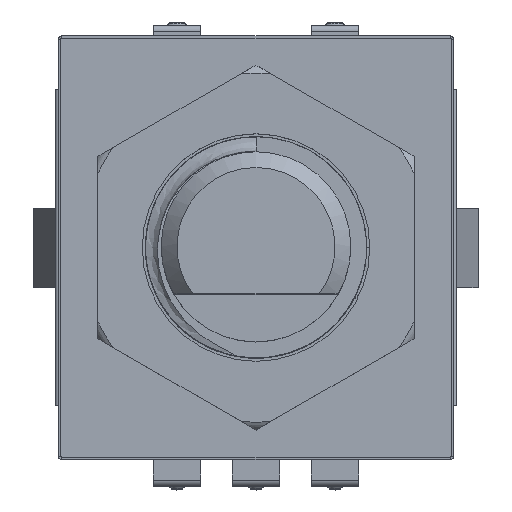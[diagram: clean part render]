
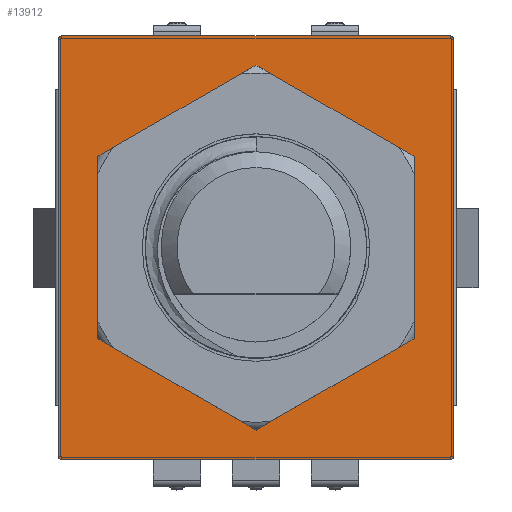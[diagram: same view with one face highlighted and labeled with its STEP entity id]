
A CAD part, top view. The second image highlights one B-rep face of the part: STEP entity #13912.
In plain terms, the highlighted planar face has unit normal (0, 0, 1).
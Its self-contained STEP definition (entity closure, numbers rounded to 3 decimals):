
#366=FACE_BOUND('',#2081,.T.);
#711=PLANE('',#15155);
#1309=FACE_OUTER_BOUND('',#2080,.T.);
#2080=EDGE_LOOP('',(#10215,#10216,#10217,#10218,#10219,#10220,#10221,#10222,
#10223,#10224,#10225,#10226));
#2081=EDGE_LOOP('',(#10227,#10228,#10229,#10230,#10231,#10232,#10233,#10234));
#3004=LINE('',#20906,#4231);
#3008=LINE('',#20915,#4235);
#3009=LINE('',#20918,#4236);
#3018=LINE('',#20942,#4245);
#3022=LINE('',#20951,#4249);
#3023=LINE('',#20954,#4250);
#3032=LINE('',#20981,#4259);
#3033=LINE('',#20984,#4260);
#3036=LINE('',#20990,#4263);
#3039=LINE('',#20995,#4266);
#3041=LINE('',#20999,#4268);
#3045=LINE('',#21005,#4272);
#3048=LINE('',#21016,#4275);
#3052=LINE('',#21031,#4279);
#4231=VECTOR('',#17335,10.);
#4235=VECTOR('',#17345,10.);
#4236=VECTOR('',#17348,10.);
#4245=VECTOR('',#17383,10.);
#4249=VECTOR('',#17393,10.);
#4250=VECTOR('',#17396,10.);
#4259=VECTOR('',#17419,10.);
#4260=VECTOR('',#17422,10.);
#4263=VECTOR('',#17427,10.);
#4266=VECTOR('',#17432,10.);
#4268=VECTOR('',#17436,10.);
#4272=VECTOR('',#17442,10.);
#4275=VECTOR('',#17453,10.);
#4279=VECTOR('',#17471,10.);
#5237=CIRCLE('',#15130,4.5);
#5240=CIRCLE('',#15134,4.5);
#5242=CIRCLE('',#15143,0.1);
#5244=CIRCLE('',#15147,0.1);
#5246=CIRCLE('',#15150,0.1);
#5248=CIRCLE('',#15154,0.1);
#5742=VERTEX_POINT('',#20572);
#5848=VERTEX_POINT('',#20859);
#5859=VERTEX_POINT('',#20905);
#5861=VERTEX_POINT('',#20913);
#5862=VERTEX_POINT('',#20917);
#5864=VERTEX_POINT('',#20941);
#5866=VERTEX_POINT('',#20949);
#5867=VERTEX_POINT('',#20953);
#5870=VERTEX_POINT('',#20960);
#5871=VERTEX_POINT('',#20962);
#5873=VERTEX_POINT('',#20968);
#5876=VERTEX_POINT('',#20973);
#5878=VERTEX_POINT('',#20979);
#5879=VERTEX_POINT('',#20983);
#5881=VERTEX_POINT('',#20989);
#5883=VERTEX_POINT('',#20998);
#5886=VERTEX_POINT('',#21009);
#5888=VERTEX_POINT('',#21015);
#5890=VERTEX_POINT('',#21024);
#5892=VERTEX_POINT('',#21030);
#7409=EDGE_CURVE('',#5859,#5848,#3004,.T.);
#7414=EDGE_CURVE('',#5848,#5861,#3008,.T.);
#7415=EDGE_CURVE('',#5862,#5859,#3009,.T.);
#7424=EDGE_CURVE('',#5864,#5742,#3018,.T.);
#7429=EDGE_CURVE('',#5742,#5866,#3022,.T.);
#7430=EDGE_CURVE('',#5867,#5864,#3023,.T.);
#7434=EDGE_CURVE('',#5871,#5870,#5237,.T.);
#7440=EDGE_CURVE('',#5873,#5876,#5240,.T.);
#7443=EDGE_CURVE('',#5876,#5878,#3032,.T.);
#7444=EDGE_CURVE('',#5879,#5873,#3033,.T.);
#7447=EDGE_CURVE('',#5881,#5871,#3036,.T.);
#7450=EDGE_CURVE('',#5878,#5881,#3039,.T.);
#7452=EDGE_CURVE('',#5883,#5879,#3041,.T.);
#7456=EDGE_CURVE('',#5870,#5883,#3045,.T.);
#7458=EDGE_CURVE('',#5886,#5867,#5242,.T.);
#7461=EDGE_CURVE('',#5888,#5886,#3048,.T.);
#7464=EDGE_CURVE('',#5861,#5888,#5244,.T.);
#7466=EDGE_CURVE('',#5890,#5862,#5246,.T.);
#7469=EDGE_CURVE('',#5892,#5890,#3052,.T.);
#7472=EDGE_CURVE('',#5866,#5892,#5248,.T.);
#10215=ORIENTED_EDGE('',*,*,#7430,.T.);
#10216=ORIENTED_EDGE('',*,*,#7424,.T.);
#10217=ORIENTED_EDGE('',*,*,#7429,.T.);
#10218=ORIENTED_EDGE('',*,*,#7472,.T.);
#10219=ORIENTED_EDGE('',*,*,#7469,.T.);
#10220=ORIENTED_EDGE('',*,*,#7466,.T.);
#10221=ORIENTED_EDGE('',*,*,#7415,.T.);
#10222=ORIENTED_EDGE('',*,*,#7409,.T.);
#10223=ORIENTED_EDGE('',*,*,#7414,.T.);
#10224=ORIENTED_EDGE('',*,*,#7464,.T.);
#10225=ORIENTED_EDGE('',*,*,#7461,.T.);
#10226=ORIENTED_EDGE('',*,*,#7458,.T.);
#10227=ORIENTED_EDGE('',*,*,#7440,.T.);
#10228=ORIENTED_EDGE('',*,*,#7443,.T.);
#10229=ORIENTED_EDGE('',*,*,#7450,.T.);
#10230=ORIENTED_EDGE('',*,*,#7447,.T.);
#10231=ORIENTED_EDGE('',*,*,#7434,.T.);
#10232=ORIENTED_EDGE('',*,*,#7456,.T.);
#10233=ORIENTED_EDGE('',*,*,#7452,.T.);
#10234=ORIENTED_EDGE('',*,*,#7444,.T.);
#13912=ADVANCED_FACE('',(#1309,#366),#711,.T.);
#15130=AXIS2_PLACEMENT_3D('',#20963,#17402,#17403);
#15134=AXIS2_PLACEMENT_3D('',#20975,#17413,#17414);
#15143=AXIS2_PLACEMENT_3D('',#21010,#17447,#17448);
#15147=AXIS2_PLACEMENT_3D('',#21020,#17459,#17460);
#15150=AXIS2_PLACEMENT_3D('',#21025,#17465,#17466);
#15154=AXIS2_PLACEMENT_3D('',#21035,#17477,#17478);
#15155=AXIS2_PLACEMENT_3D('',#21036,#17479,#17480);
#17335=DIRECTION('',(0.,1.,0.));
#17345=DIRECTION('',(0.,1.,0.));
#17348=DIRECTION('',(0.,1.,0.));
#17383=DIRECTION('',(0.,-1.,0.));
#17393=DIRECTION('',(0.,-1.,0.));
#17396=DIRECTION('',(0.,-1.,0.));
#17402=DIRECTION('center_axis',(0.,0.,-1.));
#17403=DIRECTION('ref_axis',(-1.,0.,0.));
#17413=DIRECTION('center_axis',(0.,0.,-1.));
#17414=DIRECTION('ref_axis',(-1.,0.,0.));
#17419=DIRECTION('',(1.,0.,0.));
#17422=DIRECTION('',(1.,0.,0.));
#17427=DIRECTION('',(-1.,0.,0.));
#17432=DIRECTION('',(0.,-1.,0.));
#17436=DIRECTION('',(0.,1.,0.));
#17442=DIRECTION('',(-1.,0.,0.));
#17447=DIRECTION('center_axis',(0.,0.,1.));
#17448=DIRECTION('ref_axis',(0.,1.,0.));
#17453=DIRECTION('',(-1.,0.,0.));
#17459=DIRECTION('center_axis',(0.,0.,1.));
#17460=DIRECTION('ref_axis',(1.,0.,0.));
#17465=DIRECTION('center_axis',(0.,0.,1.));
#17466=DIRECTION('ref_axis',(0.,-1.,0.));
#17471=DIRECTION('',(1.,0.,0.));
#17477=DIRECTION('center_axis',(0.,0.,1.));
#17478=DIRECTION('ref_axis',(-1.,0.,0.));
#17479=DIRECTION('center_axis',(0.,0.,1.));
#17480=DIRECTION('ref_axis',(1.,0.,0.));
#20572=CARTESIAN_POINT('',(-6.25,-5.,6.5));
#20859=CARTESIAN_POINT('',(6.25,5.,6.5));
#20905=CARTESIAN_POINT('',(6.25,-5.,6.5));
#20906=CARTESIAN_POINT('',(6.25,-6.6,6.5));
#20913=CARTESIAN_POINT('',(6.25,6.6,6.5));
#20915=CARTESIAN_POINT('',(6.25,-6.6,6.5));
#20917=CARTESIAN_POINT('',(6.25,-6.6,6.5));
#20918=CARTESIAN_POINT('',(6.25,-6.6,6.5));
#20941=CARTESIAN_POINT('',(-6.25,5.,6.5));
#20942=CARTESIAN_POINT('',(-6.25,6.6,6.5));
#20949=CARTESIAN_POINT('',(-6.25,-6.6,6.5));
#20951=CARTESIAN_POINT('',(-6.25,6.6,6.5));
#20953=CARTESIAN_POINT('',(-6.25,6.6,6.5));
#20954=CARTESIAN_POINT('',(-6.25,6.6,6.5));
#20960=CARTESIAN_POINT('',(-4.323,-1.25,6.5));
#20962=CARTESIAN_POINT('',(4.323,-1.25,6.5));
#20963=CARTESIAN_POINT('Origin',(0.,0.,6.5));
#20968=CARTESIAN_POINT('',(-4.323,1.25,6.5));
#20973=CARTESIAN_POINT('',(4.323,1.25,6.5));
#20975=CARTESIAN_POINT('Origin',(0.,0.,6.5));
#20979=CARTESIAN_POINT('',(5.,1.25,6.5));
#20981=CARTESIAN_POINT('',(-2.5,1.25,6.5));
#20983=CARTESIAN_POINT('',(-5.,1.25,6.5));
#20984=CARTESIAN_POINT('',(-2.5,1.25,6.5));
#20989=CARTESIAN_POINT('',(5.,-1.25,6.5));
#20990=CARTESIAN_POINT('',(2.5,-1.25,6.5));
#20995=CARTESIAN_POINT('',(5.,0.625,6.5));
#20998=CARTESIAN_POINT('',(-5.,-1.25,6.5));
#20999=CARTESIAN_POINT('',(-5.,-0.625,6.5));
#21005=CARTESIAN_POINT('',(2.5,-1.25,6.5));
#21009=CARTESIAN_POINT('',(-6.15,6.7,6.5));
#21010=CARTESIAN_POINT('Origin',(-6.15,6.6,6.5));
#21015=CARTESIAN_POINT('',(6.15,6.7,6.5));
#21016=CARTESIAN_POINT('',(6.15,6.7,6.5));
#21020=CARTESIAN_POINT('Origin',(6.15,6.6,6.5));
#21024=CARTESIAN_POINT('',(6.15,-6.7,6.5));
#21025=CARTESIAN_POINT('Origin',(6.15,-6.6,6.5));
#21030=CARTESIAN_POINT('',(-6.15,-6.7,6.5));
#21031=CARTESIAN_POINT('',(-6.15,-6.7,6.5));
#21035=CARTESIAN_POINT('Origin',(-6.15,-6.6,6.5));
#21036=CARTESIAN_POINT('Origin',(0.,0.,
6.5));
